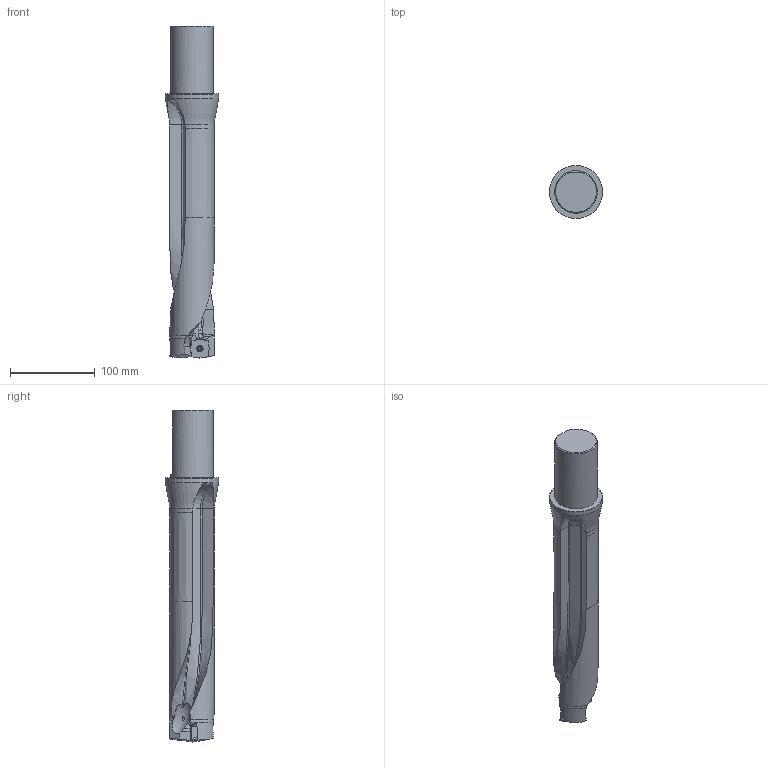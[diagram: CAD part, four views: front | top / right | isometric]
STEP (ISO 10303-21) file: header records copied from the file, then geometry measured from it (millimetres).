
FILE_DESCRIPTION(/* description */ (''),/* implementation_level */ '2;1');
FILE_NAME(/* name */ 'toolassembly_1.stp',/* time_stamp */ '2020-05-13T09:30:42+02:00',/* author */ (''),/* organization */ ('SMS'),/* preprocessor_version */ 'ST-DEVELOPER v16.7',/* originating_system */ 'SIEMENS PLM Software NX 12.0',/* authorisation */ '');
FILE_SCHEMA (('AUTOMOTIVE_DESIGN { 1 0 10303 214 3 1 1 1 }'));
Length unit declared in the file: millimetre
Products named in the file (5): CUT_20200513092655; CUT_20200513092652; NOCUT_20200513092454; ASSEMBLY_CONSTRUCTION; TOOLASSEMBLY_1
Assembly tree (4 placements, depth 2):
  TOOLASSEMBLY_1
    ASSEMBLY_CONSTRUCTION
    NOCUT_20200513092454
    CUT_20200513092652
    CUT_20200513092655
Bounding box: 62.5 x 62.5 x 390.98 mm (x, y, z)
Volume: 559835.7 mm3; surface area: 82645.3 mm2
Topology: 3 solids, 3 shells, 274 faces, 725 edges, 472 vertices
Faces by surface type: plane 112, cylinder 56, cone 42, extrusion 30, bspline 19, torus 10, revolution 5
Full cylindrical faces by diameter (mm): 3.5 x2, 4 x1, 4.7 x2, 5.7 x2, 49.992 x1, 62.5 x1
Entity records: 11994 total; most frequent: CARTESIAN_POINT 5328, ORIENTED_EDGE 1386, DIRECTION 1250, EDGE_CURVE 693, AXIS2_PLACEMENT_3D 478, VERTEX_POINT 455, EDGE_LOOP 306, VECTOR 289
